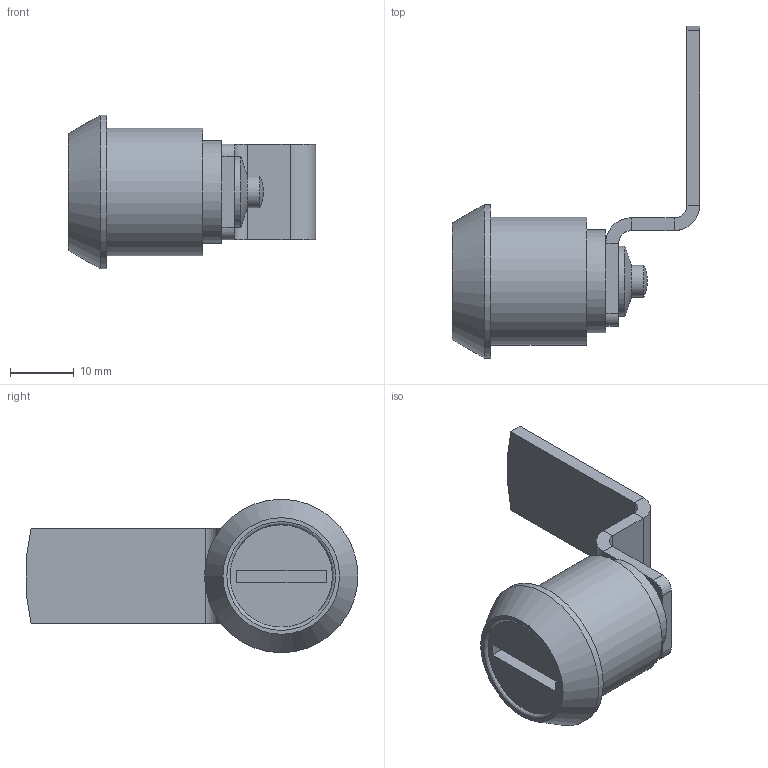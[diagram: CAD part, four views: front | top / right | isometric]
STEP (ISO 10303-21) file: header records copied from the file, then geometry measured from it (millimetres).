
FILE_DESCRIPTION(('STEP AP203'),'2;1');
FILE_NAME('24.007.00B.stp','2011-03-28T17:22:52',(''),(''),'2009.3.110','THINKDESIGN','');
FILE_SCHEMA(('CONFIG_CONTROL_DESIGN'));
Length unit declared in the file: millimetre
Bounding box: 38.7 x 51.9 x 24 mm (x, y, z)
Volume: 9247.6 mm3; surface area: 6010.7 mm2
Topology: 3 solids, 3 shells, 46 faces, 106 edges, 69 vertices
Faces by surface type: plane 28, cylinder 13, bspline 5
Full cylindrical faces by diameter (mm): 4.976 x1, 11 x1, 16 x2, 16.1 x1, 20 x1, 24 x1
Entity records: 1693 total; most frequent: CARTESIAN_POINT 525, DIRECTION 235, ORIENTED_EDGE 210, EDGE_CURVE 105, AXIS2_PLACEMENT_3D 89, VERTEX_POINT 69, VECTOR 57, LINE 57
